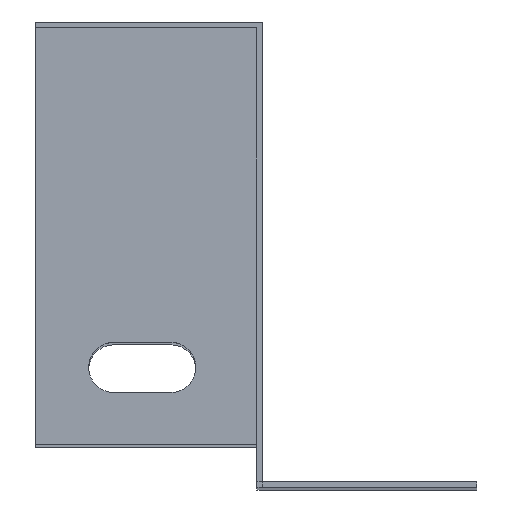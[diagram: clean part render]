
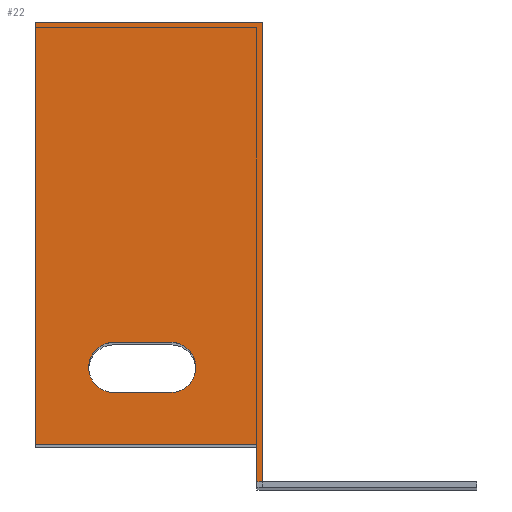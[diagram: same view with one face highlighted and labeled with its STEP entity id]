
A CAD part, top view. The second image highlights one B-rep face of the part: STEP entity #22.
In plain terms, the highlighted planar face has unit normal (0, 0, 1).
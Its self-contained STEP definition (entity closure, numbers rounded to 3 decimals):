
#22 = ADVANCED_FACE ( 'NONE', ( #116, #65 ), #662, .T. ) ;
#39 = VERTEX_POINT ( 'NONE', #451 ) ;
#50 = DIRECTION ( 'NONE',  ( 0., 0., 1. ) ) ;
#51 = VERTEX_POINT ( 'NONE', #454 ) ;
#65 = FACE_OUTER_BOUND ( 'NONE', #255, .T. ) ;
#78 = VERTEX_POINT ( 'NONE', #873 ) ;
#81 = CARTESIAN_POINT ( 'NONE',  ( 1492.5, -58.3, 199.8 ) ) ;
#90 = VECTOR ( 'NONE', #499, 1000. ) ;
#106 = CARTESIAN_POINT ( 'NONE',  ( 1493.5, 0.8, 199.8 ) ) ;
#116 = FACE_BOUND ( 'NONE', #505, .T. ) ;
#126 = CARTESIAN_POINT ( 'NONE',  ( 1494.3, 0.8, 199.8 ) ) ;
#133 = LINE ( 'NONE', #446, #498 ) ;
#152 = AXIS2_PLACEMENT_3D ( 'NONE', #194, #50, #253 ) ;
#162 = DIRECTION ( 'NONE',  ( 0., 0., 1. ) ) ;
#173 = VERTEX_POINT ( 'NONE', #823 ) ;
#178 = DIRECTION ( 'NONE',  ( -1., 0., 0. ) ) ;
#189 = CARTESIAN_POINT ( 'NONE',  ( 1493.5, -58.3, 199.8 ) ) ;
#194 = CARTESIAN_POINT ( 'NONE',  ( 1492.5, -1., 199.8 ) ) ;
#212 = ORIENTED_EDGE ( 'NONE', *, *, #448, .F. ) ;
#241 = VECTOR ( 'NONE', #763, 1000. ) ;
#249 = EDGE_CURVE ( 'NONE', #667, #78, #576, .T. ) ;
#250 = VECTOR ( 'NONE', #478, 1000. ) ;
#253 = DIRECTION ( 'NONE',  ( 0., -1., 0. ) ) ;
#255 = EDGE_LOOP ( 'NONE', ( #444, #310, #464, #529, #437, #630 ) ) ;
#281 = CARTESIAN_POINT ( 'NONE',  ( 1473.5, -51., 199.8 ) ) ;
#284 = VECTOR ( 'NONE', #178, 1000. ) ;
#301 = CARTESIAN_POINT ( 'NONE',  ( 1462.5, -1., 199.8 ) ) ;
#309 = EDGE_CURVE ( 'NONE', #757, #173, #777, .T. ) ;
#310 = ORIENTED_EDGE ( 'NONE', *, *, #249, .F. ) ;
#314 = VERTEX_POINT ( 'NONE', #557 ) ;
#345 = DIRECTION ( 'NONE',  ( 0., 1., 0. ) ) ;
#352 = VERTEX_POINT ( 'NONE', #633 ) ;
#385 = DIRECTION ( 'NONE',  ( 0., 0., 1. ) ) ;
#423 = EDGE_CURVE ( 'NONE', #352, #51, #568, .T. ) ;
#433 = VECTOR ( 'NONE', #571, 1000. ) ;
#437 = ORIENTED_EDGE ( 'NONE', *, *, #309, .F. ) ;
#444 = ORIENTED_EDGE ( 'NONE', *, *, #607, .F. ) ;
#445 = AXIS2_PLACEMENT_3D ( 'NONE', #554, #162, #628 ) ;
#446 = CARTESIAN_POINT ( 'NONE',  ( 1493.5, -63.5, 199.8 ) ) ;
#448 = EDGE_CURVE ( 'NONE', #51, #39, #718, .T. ) ;
#451 = CARTESIAN_POINT ( 'NONE',  ( 1481.5, -51., 199.8 ) ) ;
#454 = CARTESIAN_POINT ( 'NONE',  ( 1473.5, -51., 199.8 ) ) ;
#464 = ORIENTED_EDGE ( 'NONE', *, *, #579, .F. ) ;
#466 = VERTEX_POINT ( 'NONE', #807 ) ;
#475 = CIRCLE ( 'NONE', #719, 3.5 ) ;
#478 = DIRECTION ( 'NONE',  ( -1., 0., 0. ) ) ;
#498 = VECTOR ( 'NONE', #728, 1000. ) ;
#499 = DIRECTION ( 'NONE',  ( -1., 0., 0. ) ) ;
#505 = EDGE_LOOP ( 'NONE', ( #828, #660, #805, #212 ) ) ;
#529 = ORIENTED_EDGE ( 'NONE', *, *, #743, .T. ) ;
#551 = VECTOR ( 'NONE', #700, 1000. ) ;
#554 = CARTESIAN_POINT ( 'NONE',  ( 1473.5, -47.5, 199.8 ) ) ;
#557 = CARTESIAN_POINT ( 'NONE',  ( 1493.5, -63.5, 199.8 ) ) ;
#568 = CIRCLE ( 'NONE', #445, 3.5 ) ;
#569 = CARTESIAN_POINT ( 'NONE',  ( 1481.5, -44., 199.8 ) ) ;
#571 = DIRECTION ( 'NONE',  ( 0., 1., 0. ) ) ;
#575 = DIRECTION ( 'NONE',  ( 1., 0., 0. ) ) ;
#576 = LINE ( 'NONE', #81, #250 ) ;
#579 = EDGE_CURVE ( 'NONE', #314, #667, #770, .T. ) ;
#602 = VECTOR ( 'NONE', #345, 1000. ) ;
#607 = EDGE_CURVE ( 'NONE', #78, #466, #809, .T. ) ;
#616 = EDGE_CURVE ( 'NONE', #651, #352, #736, .T. ) ;
#628 = DIRECTION ( 'NONE',  ( 1., 0., 0. ) ) ;
#630 = ORIENTED_EDGE ( 'NONE', *, *, #635, .T. ) ;
#633 = CARTESIAN_POINT ( 'NONE',  ( 1473.5, -44., 199.8 ) ) ;
#635 = EDGE_CURVE ( 'NONE', #757, #466, #714, .T. ) ;
#651 = VERTEX_POINT ( 'NONE', #782 ) ;
#660 = ORIENTED_EDGE ( 'NONE', *, *, #616, .F. ) ;
#662 = PLANE ( 'NONE',  #152 ) ;
#667 = VERTEX_POINT ( 'NONE', #189 ) ;
#700 = DIRECTION ( 'NONE',  ( 0., -1., 0. ) ) ;
#714 = LINE ( 'NONE', #106, #90 ) ;
#718 = LINE ( 'NONE', #281, #241 ) ;
#719 = AXIS2_PLACEMENT_3D ( 'NONE', #801, #385, #575 ) ;
#728 = DIRECTION ( 'NONE',  ( 1., 0., 0. ) ) ;
#736 = LINE ( 'NONE', #569, #284 ) ;
#743 = EDGE_CURVE ( 'NONE', #314, #173, #133, .T. ) ;
#754 = CARTESIAN_POINT ( 'NONE',  ( 1493.5, -64.3, 199.8 ) ) ;
#757 = VERTEX_POINT ( 'NONE', #126 ) ;
#763 = DIRECTION ( 'NONE',  ( 1., 0., 0. ) ) ;
#770 = LINE ( 'NONE', #754, #602 ) ;
#777 = LINE ( 'NONE', #838, #551 ) ;
#782 = CARTESIAN_POINT ( 'NONE',  ( 1481.5, -44., 199.8 ) ) ;
#795 = EDGE_CURVE ( 'NONE', #39, #651, #475, .T. ) ;
#801 = CARTESIAN_POINT ( 'NONE',  ( 1481.5, -47.5, 199.8 ) ) ;
#805 = ORIENTED_EDGE ( 'NONE', *, *, #795, .F. ) ;
#807 = CARTESIAN_POINT ( 'NONE',  ( 1462.5, 0.8, 199.8 ) ) ;
#809 = LINE ( 'NONE', #301, #433 ) ;
#823 = CARTESIAN_POINT ( 'NONE',  ( 1494.3, -63.5, 199.8 ) ) ;
#828 = ORIENTED_EDGE ( 'NONE', *, *, #423, .F. ) ;
#838 = CARTESIAN_POINT ( 'NONE',  ( 1494.3, -1.5, 199.8 ) ) ;
#873 = CARTESIAN_POINT ( 'NONE',  ( 1462.5, -58.3, 199.8 ) ) ;
